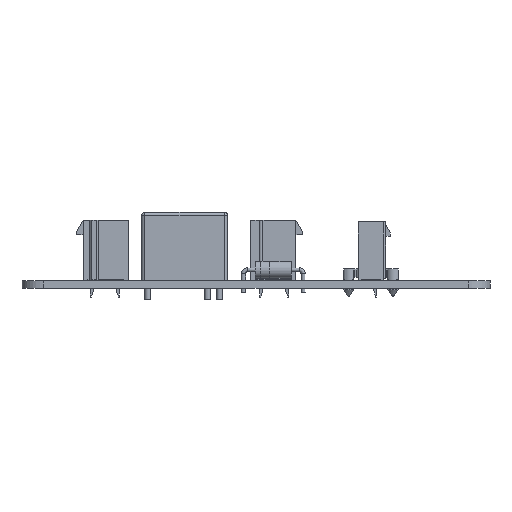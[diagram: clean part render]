
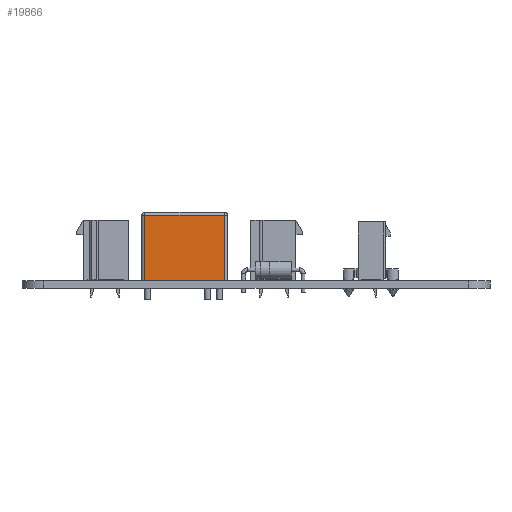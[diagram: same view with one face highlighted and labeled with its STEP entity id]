
A CAD part, left-side view. The second image highlights one B-rep face of the part: STEP entity #19866.
In plain terms, the highlighted face is planar.
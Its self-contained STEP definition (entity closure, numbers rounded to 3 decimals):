
#19010 = CYLINDRICAL_SURFACE('',#19011,0.635);
#19011 = AXIS2_PLACEMENT_3D('',#19012,#19013,#19014);
#19012 = CARTESIAN_POINT('',(9.525,9.093,13.843));
#19013 = DIRECTION('',(0.,-1.,0.));
#19014 = DIRECTION('',(0.,0.,-1.));
#19099 = PLANE('',#19100);
#19100 = AXIS2_PLACEMENT_3D('',#19101,#19102,#19103);
#19101 = CARTESIAN_POINT('',(5.08,9.093,0.));
#19102 = DIRECTION('',(0.,0.,-1.));
#19103 = DIRECTION('',(-1.,0.,0.));
#19125 = CYLINDRICAL_SURFACE('',#19126,0.635);
#19126 = AXIS2_PLACEMENT_3D('',#19127,#19128,#19129);
#19127 = CARTESIAN_POINT('',(9.525,0.635,0.));
#19128 = DIRECTION('',(0.,0.,1.));
#19129 = DIRECTION('',(1.,0.,0.));
#19335 = CYLINDRICAL_SURFACE('',#19336,0.635);
#19336 = AXIS2_PLACEMENT_3D('',#19337,#19338,#19339);
#19337 = CARTESIAN_POINT('',(9.525,17.551,0.));
#19338 = DIRECTION('',(0.,0.,1.));
#19339 = DIRECTION('',(1.,0.,0.));
#19771 = VERTEX_POINT('',#19772);
#19772 = CARTESIAN_POINT('',(10.16,17.551,0.));
#19794 = EDGE_CURVE('',#19795,#19771,#19797,.T.);
#19795 = VERTEX_POINT('',#19796);
#19796 = CARTESIAN_POINT('',(10.16,0.635,0.));
#19797 = SURFACE_CURVE('',#19798,(#19802,#19809),.PCURVE_S1.);
#19798 = LINE('',#19799,#19800);
#19799 = CARTESIAN_POINT('',(10.16,9.093,0.));
#19800 = VECTOR('',#19801,1.);
#19801 = DIRECTION('',(0.,1.,0.));
#19802 = PCURVE('',#19099,#19803);
#19803 = DEFINITIONAL_REPRESENTATION('',(#19804),#19808);
#19804 = LINE('',#19805,#19806);
#19805 = CARTESIAN_POINT('',(-5.08,0.));
#19806 = VECTOR('',#19807,1.);
#19807 = DIRECTION('',(0.,1.));
#19808 = ( GEOMETRIC_REPRESENTATION_CONTEXT(2) 
PARAMETRIC_REPRESENTATION_CONTEXT() REPRESENTATION_CONTEXT('2D SPACE',''
  ) );
#19809 = PCURVE('',#19810,#19815);
#19810 = PLANE('',#19811);
#19811 = AXIS2_PLACEMENT_3D('',#19812,#19813,#19814);
#19812 = CARTESIAN_POINT('',(10.16,9.093,0.));
#19813 = DIRECTION('',(1.,0.,0.));
#19814 = DIRECTION('',(0.,0.,-1.));
#19815 = DEFINITIONAL_REPRESENTATION('',(#19816),#19820);
#19816 = LINE('',#19817,#19818);
#19817 = CARTESIAN_POINT('',(0.,0.));
#19818 = VECTOR('',#19819,1.);
#19819 = DIRECTION('',(0.,1.));
#19820 = ( GEOMETRIC_REPRESENTATION_CONTEXT(2) 
PARAMETRIC_REPRESENTATION_CONTEXT() REPRESENTATION_CONTEXT('2D SPACE',''
  ) );
#19866 = ADVANCED_FACE('',(#19867),#19810,.T.);
#19867 = FACE_BOUND('',#19868,.T.);
#19868 = EDGE_LOOP('',(#19869,#19870,#19893,#19916));
#19869 = ORIENTED_EDGE('',*,*,#19794,.T.);
#19870 = ORIENTED_EDGE('',*,*,#19871,.T.);
#19871 = EDGE_CURVE('',#19771,#19872,#19874,.T.);
#19872 = VERTEX_POINT('',#19873);
#19873 = CARTESIAN_POINT('',(10.16,17.551,13.843));
#19874 = SURFACE_CURVE('',#19875,(#19879,#19886),.PCURVE_S1.);
#19875 = LINE('',#19876,#19877);
#19876 = CARTESIAN_POINT('',(10.16,17.551,0.));
#19877 = VECTOR('',#19878,1.);
#19878 = DIRECTION('',(0.,0.,1.));
#19879 = PCURVE('',#19810,#19880);
#19880 = DEFINITIONAL_REPRESENTATION('',(#19881),#19885);
#19881 = LINE('',#19882,#19883);
#19882 = CARTESIAN_POINT('',(0.,8.458));
#19883 = VECTOR('',#19884,1.);
#19884 = DIRECTION('',(-1.,0.));
#19885 = ( GEOMETRIC_REPRESENTATION_CONTEXT(2) 
PARAMETRIC_REPRESENTATION_CONTEXT() REPRESENTATION_CONTEXT('2D SPACE',''
  ) );
#19886 = PCURVE('',#19335,#19887);
#19887 = DEFINITIONAL_REPRESENTATION('',(#19888),#19892);
#19888 = LINE('',#19889,#19890);
#19889 = CARTESIAN_POINT('',(0.,0.));
#19890 = VECTOR('',#19891,1.);
#19891 = DIRECTION('',(0.,1.));
#19892 = ( GEOMETRIC_REPRESENTATION_CONTEXT(2) 
PARAMETRIC_REPRESENTATION_CONTEXT() REPRESENTATION_CONTEXT('2D SPACE',''
  ) );
#19893 = ORIENTED_EDGE('',*,*,#19894,.T.);
#19894 = EDGE_CURVE('',#19872,#19895,#19897,.T.);
#19895 = VERTEX_POINT('',#19896);
#19896 = CARTESIAN_POINT('',(10.16,0.635,13.843));
#19897 = SURFACE_CURVE('',#19898,(#19902,#19909),.PCURVE_S1.);
#19898 = LINE('',#19899,#19900);
#19899 = CARTESIAN_POINT('',(10.16,9.093,13.843));
#19900 = VECTOR('',#19901,1.);
#19901 = DIRECTION('',(0.,-1.,0.));
#19902 = PCURVE('',#19810,#19903);
#19903 = DEFINITIONAL_REPRESENTATION('',(#19904),#19908);
#19904 = LINE('',#19905,#19906);
#19905 = CARTESIAN_POINT('',(-13.843,0.));
#19906 = VECTOR('',#19907,1.);
#19907 = DIRECTION('',(0.,-1.));
#19908 = ( GEOMETRIC_REPRESENTATION_CONTEXT(2) 
PARAMETRIC_REPRESENTATION_CONTEXT() REPRESENTATION_CONTEXT('2D SPACE',''
  ) );
#19909 = PCURVE('',#19010,#19910);
#19910 = DEFINITIONAL_REPRESENTATION('',(#19911),#19915);
#19911 = LINE('',#19912,#19913);
#19912 = CARTESIAN_POINT('',(1.571,0.));
#19913 = VECTOR('',#19914,1.);
#19914 = DIRECTION('',(0.,1.));
#19915 = ( GEOMETRIC_REPRESENTATION_CONTEXT(2) 
PARAMETRIC_REPRESENTATION_CONTEXT() REPRESENTATION_CONTEXT('2D SPACE',''
  ) );
#19916 = ORIENTED_EDGE('',*,*,#19917,.T.);
#19917 = EDGE_CURVE('',#19895,#19795,#19918,.T.);
#19918 = SURFACE_CURVE('',#19919,(#19923,#19930),.PCURVE_S1.);
#19919 = LINE('',#19920,#19921);
#19920 = CARTESIAN_POINT('',(10.16,0.635,0.));
#19921 = VECTOR('',#19922,1.);
#19922 = DIRECTION('',(0.,0.,-1.));
#19923 = PCURVE('',#19810,#19924);
#19924 = DEFINITIONAL_REPRESENTATION('',(#19925),#19929);
#19925 = LINE('',#19926,#19927);
#19926 = CARTESIAN_POINT('',(0.,-8.458));
#19927 = VECTOR('',#19928,1.);
#19928 = DIRECTION('',(1.,0.));
#19929 = ( GEOMETRIC_REPRESENTATION_CONTEXT(2) 
PARAMETRIC_REPRESENTATION_CONTEXT() REPRESENTATION_CONTEXT('2D SPACE',''
  ) );
#19930 = PCURVE('',#19125,#19931);
#19931 = DEFINITIONAL_REPRESENTATION('',(#19932),#19936);
#19932 = LINE('',#19933,#19934);
#19933 = CARTESIAN_POINT('',(6.283,0.));
#19934 = VECTOR('',#19935,1.);
#19935 = DIRECTION('',(0.,-1.));
#19936 = ( GEOMETRIC_REPRESENTATION_CONTEXT(2) 
PARAMETRIC_REPRESENTATION_CONTEXT() REPRESENTATION_CONTEXT('2D SPACE',''
  ) );
